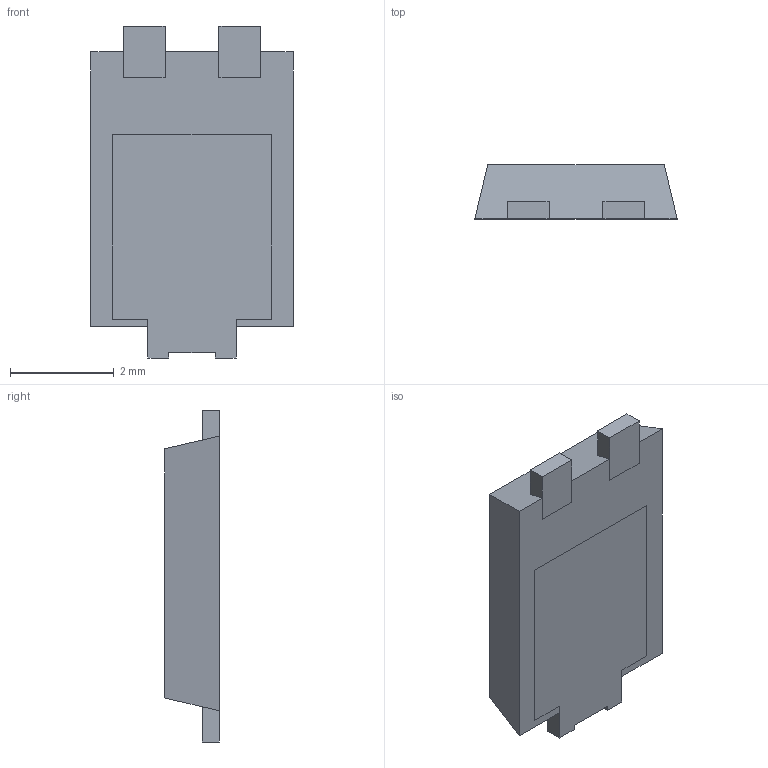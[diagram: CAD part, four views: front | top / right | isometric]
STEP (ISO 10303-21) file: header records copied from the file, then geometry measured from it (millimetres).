
FILE_DESCRIPTION (( 'STEP AP214' ), '1' );
FILE_NAME ('PDS760-13.STEP', '2021-06-17T07:14:40', ( '' ), ( '' ), 'SwSTEP 2.0', 'SolidWorks 2018', '' );
FILE_SCHEMA (( 'AUTOMOTIVE_DESIGN' ));
Length unit declared in the file: millimetre
Products named in the file (2): PDS760-13
Bounding box: 3.9 x 1.05 x 6.4 mm (x, y, z)
Volume: 20 mm3; surface area: 93.9 mm2
Topology: 4 solids, 4 shells, 48 faces, 120 edges, 80 vertices
Faces by surface type: plane 48
Entity records: 2008 total; most frequent: CARTESIAN_POINT 250, ORIENTED_EDGE 240, DIRECTION 220, LINE 120, EDGE_CURVE 120, VECTOR 120, VERTEX_POINT 80, UNCERTAINTY_MEASURE_WITH_UNIT 54
